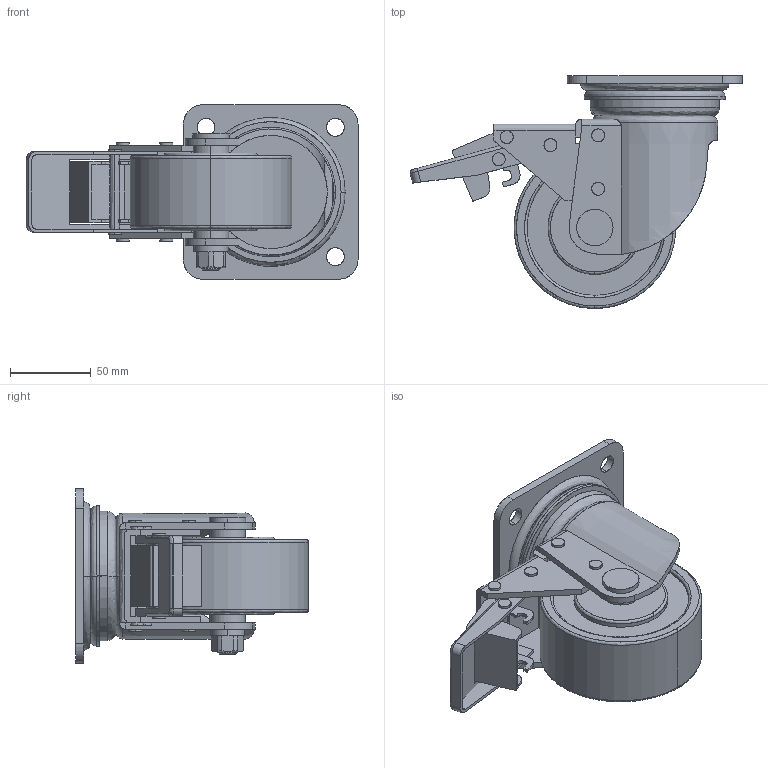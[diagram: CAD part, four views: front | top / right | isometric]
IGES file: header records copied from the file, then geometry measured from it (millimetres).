
Start section: SolidWorks IGES file using analytic representation for surfaces
Global section: file name: K-507YS-100.IGS; native system: SolidWorks 2012; preprocessor: SolidWorks 2012; author: 1337yo; date: 150901.132859; units: millimetre
Bounding box: 205.38 x 144 x 108 mm (x, y, z)
Surface area: 125193.5 mm2 (no closed solid volume)
Topology: 0 solids, 0 shells, 250 faces, 4356 edges, 4354 vertices
Faces by surface type: bspline 139, revolution 111
